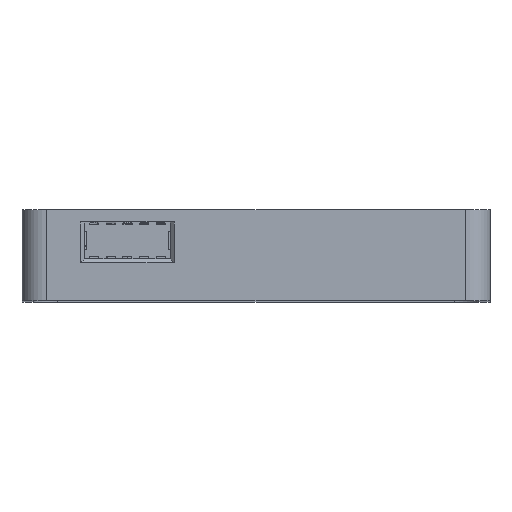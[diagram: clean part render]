
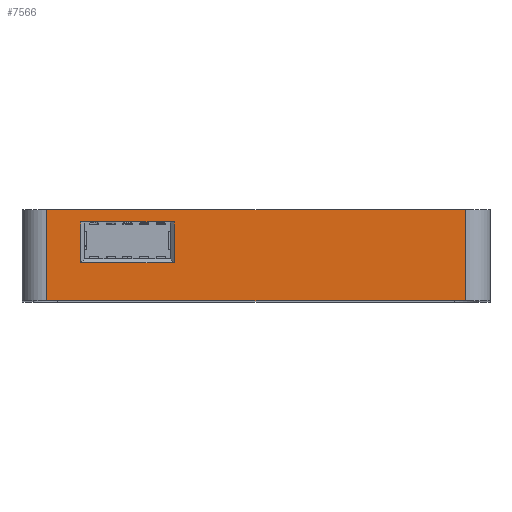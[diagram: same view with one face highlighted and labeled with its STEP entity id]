
A CAD part, top view. The second image highlights one B-rep face of the part: STEP entity #7566.
In plain terms, the highlighted planar face has unit normal (0, 0, 1).
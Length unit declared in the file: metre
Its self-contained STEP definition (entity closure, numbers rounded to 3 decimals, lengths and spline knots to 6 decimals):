
#1084=ORIENTED_EDGE('',*,*,#3115,.T.);
#1085=ORIENTED_EDGE('',*,*,#2459,.F.);
#1086=ORIENTED_EDGE('',*,*,#3116,.T.);
#1087=ORIENTED_EDGE('',*,*,#3117,.T.);
#1088=ORIENTED_EDGE('',*,*,#3118,.F.);
#1089=ORIENTED_EDGE('',*,*,#3119,.T.);
#1090=ORIENTED_EDGE('',*,*,#3120,.T.);
#1091=ORIENTED_EDGE('',*,*,#3121,.T.);
#2459=EDGE_CURVE('',#3548,#3549,#4262,.T.);
#3115=EDGE_CURVE('',#4062,#3549,#4875,.T.);
#3116=EDGE_CURVE('',#3548,#4063,#4876,.T.);
#3117=EDGE_CURVE('',#4063,#4062,#4877,.T.);
#3118=EDGE_CURVE('',#4064,#4065,#4878,.T.);
#3119=EDGE_CURVE('',#4064,#4066,#4879,.T.);
#3120=EDGE_CURVE('',#4066,#4067,#4880,.T.);
#3121=EDGE_CURVE('',#4067,#4065,#4881,.F.);
#3548=VERTEX_POINT('',#10518);
#3549=VERTEX_POINT('',#10520);
#4062=VERTEX_POINT('',#11768);
#4063=VERTEX_POINT('',#11770);
#4064=VERTEX_POINT('',#11773);
#4065=VERTEX_POINT('',#11774);
#4066=VERTEX_POINT('',#11776);
#4067=VERTEX_POINT('',#11778);
#4262=LINE('',#10519,#5216);
#4875=LINE('',#11767,#5829);
#4876=LINE('',#11769,#5830);
#4877=LINE('',#11771,#5831);
#4878=LINE('',#11772,#5832);
#4879=LINE('',#11775,#5833);
#4880=LINE('',#11777,#5834);
#4881=LINE('',#11779,#5835);
#5216=VECTOR('',#8480,1.);
#5829=VECTOR('',#9337,1.);
#5830=VECTOR('',#9338,1.);
#5831=VECTOR('',#9339,1.);
#5832=VECTOR('',#9340,1.);
#5833=VECTOR('',#9341,1.);
#5834=VECTOR('',#9342,1.);
#5835=VECTOR('',#9343,1.);
#6280=EDGE_LOOP('',(#1084,#1085,#1086,#1087));
#6281=EDGE_LOOP('',(#1088,#1089,#1090,#1091));
#6804=FACE_BOUND('',#6280,.T.);
#6805=FACE_BOUND('',#6281,.T.);
#7246=PLANE('',#8018);
#7566=ADVANCED_FACE('',(#6804,#6805),#7246,.F.);
#8018=AXIS2_PLACEMENT_3D('',#11766,#9335,#9336);
#8480=DIRECTION('',(-1.,0.,0.));
#9335=DIRECTION('',(0.,0.,-1.));
#9336=DIRECTION('',(-1.,0.,0.));
#9337=DIRECTION('',(0.,1.,0.));
#9338=DIRECTION('',(0.,-1.,0.));
#9339=DIRECTION('',(-1.,0.,0.));
#9340=DIRECTION('',(-1.,0.,0.));
#9341=DIRECTION('',(0.,1.,0.));
#9342=DIRECTION('',(-1.,0.,0.));
#9343=DIRECTION('',(0.,1.,0.));
#10518=CARTESIAN_POINT('',(-0.013287,-0.002,0.075));
#10519=CARTESIAN_POINT('',(0.,-0.002,0.075));
#10520=CARTESIAN_POINT('',(-0.028487,-0.002,0.075));
#11766=CARTESIAN_POINT('',(0.,-0.002,0.075));
#11767=CARTESIAN_POINT('',(-0.028487,-0.002,0.075));
#11768=CARTESIAN_POINT('',(-0.028487,-0.0086,0.075));
#11769=CARTESIAN_POINT('',(-0.013287,-0.002,0.075));
#11770=CARTESIAN_POINT('',(-0.013287,-0.0086,0.075));
#11771=CARTESIAN_POINT('',(0.,-0.0086,0.075));
#11772=CARTESIAN_POINT('',(0.,-0.0148,0.075));
#11773=CARTESIAN_POINT('',(0.034,-0.0148,0.075));
#11774=CARTESIAN_POINT('',(-0.034,-0.0148,0.075));
#11775=CARTESIAN_POINT('',(0.034,0.,0.075));
#11776=CARTESIAN_POINT('',(0.034,0.,0.075));
#11777=CARTESIAN_POINT('',(0.,0.,0.075));
#11778=CARTESIAN_POINT('',(-0.034,0.,0.075));
#11779=CARTESIAN_POINT('',(-0.034,-0.002,0.075));
